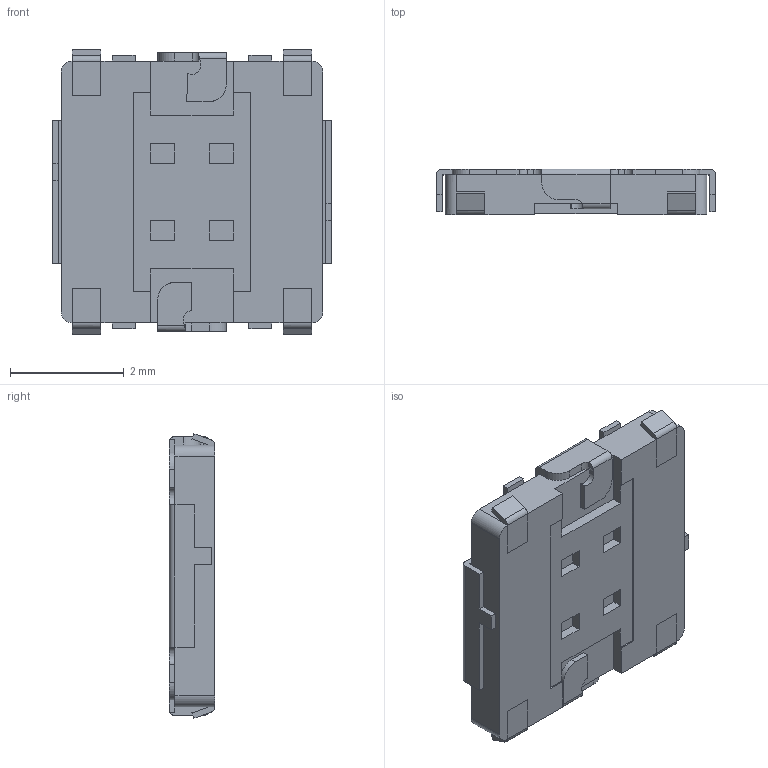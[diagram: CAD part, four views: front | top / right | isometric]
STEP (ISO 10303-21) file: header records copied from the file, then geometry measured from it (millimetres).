
FILE_DESCRIPTION (( 'STEP AP203' ), '1' );
FILE_NAME ('Part7^R-1 EVQ-PLB_PLF_PLK_5PL-A08.STEP', '2015-09-28T08:16:36', ( '技術グループ' ), ( 'パナソニック㈱　デバイス社' ), 'SwSTEP 2.0', 'SolidWorks 2014', '' );
FILE_SCHEMA (( 'CONFIG_CONTROL_DESIGN' ));
Length unit declared in the file: millimetre
Products named in the file (1): Part7^R-1 EVQ-PLB_PLF_PLK_5PL-A08
Bounding box: 4.9 x 0.8 x 5 mm (x, y, z)
Volume: 15.9 mm3; surface area: 72.1 mm2
Topology: 5 solids, 5 shells, 211 faces, 560 edges, 364 vertices
Faces by surface type: plane 161, cylinder 48, bspline 2
Entity records: 6613 total; most frequent: CARTESIAN_POINT 1303, ORIENTED_EDGE 1120, DIRECTION 1022, EDGE_CURVE 560, VECTOR 460, LINE 460, VERTEX_POINT 364, AXIS2_PLACEMENT_3D 281
